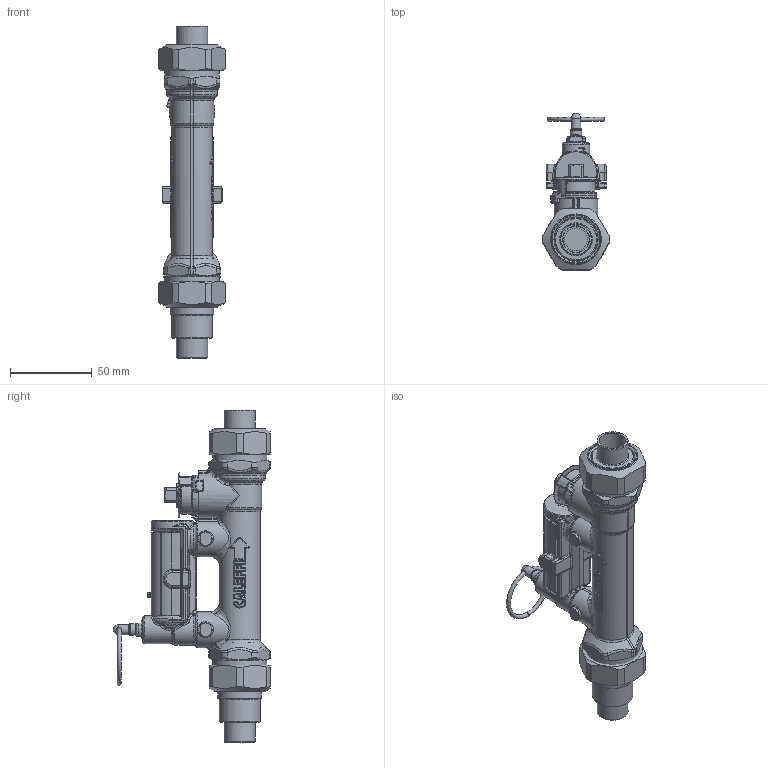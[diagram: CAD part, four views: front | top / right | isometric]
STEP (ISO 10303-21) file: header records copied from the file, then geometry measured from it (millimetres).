
FILE_DESCRIPTION(/* description */ (''),/* implementation_level */ '2;1');
FILE_NAME(/* name */ '132459AFC.stp',/* time_stamp */ '2025-07-10T08:41:13-05:00',/* author */ ('ischreiner'),/* organization */ (''),/* preprocessor_version */ 'ST-DEVELOPER v20',/* originating_system */ 'Autodesk Inventor 2024',/* authorisation */ '');
FILE_SCHEMA (('AUTOMOTIVE_DESIGN { 1 0 10303 214 3 1 1 }'));
Length unit declared in the file: inch
Products named in the file (5): 132459AFC; 132637 - TST; F0015056 TP 0.5 SWT for check; NA10002; F61008 - 1 inch union nut
Assembly tree (5 placements, depth 2):
  132459AFC
    132637 - TST
    F0015056 TP 0.5 SWT for check
    NA10002
    F61008 - 1 inch union nut  x2
Bounding box: 40.63 x 95.91 x 202.55 mm (x, y, z)
Volume: 186439.5 mm3; surface area: 54014.4 mm2
Topology: 8 solids, 8 shells, 1811 faces, 4254 edges, 2415 vertices
Faces by surface type: bspline 924, cylinder 380, plane 261, sphere 107, torus 72, cone 67
Full cylindrical faces by diameter (mm): 2.5 x1, 3 x1, 3.1 x1, 3.3 x1, 4.1 x1, 4.2 x1, 6 x2, 7 x1, 13.97 x1, 14.5 x1, 15 x1, 15.977 x1, 16 x1, 17 x1, 19 x1, 19.05 x1, 20.1 x2, 20.6 x2, 22 x2, 22.7 x2, 24.2 x1, 25 x1, 26 x1, 26.162 x1, 26.5 x1, 26.924 x2, 29.845 x1, 30 x1, 30.302 x2, 33.1 x2
Entity records: 122007 total; most frequent: CARTESIAN_POINT 85290, ORIENTED_EDGE 8238, DIRECTION 6568, EDGE_CURVE 4119, AXIS2_PLACEMENT_3D 2861, VERTEX_POINT 2380, EDGE_LOOP 1843, FACE_OUTER_BOUND 1790
